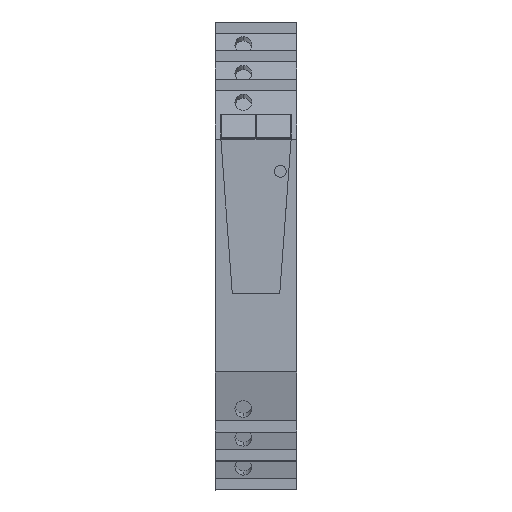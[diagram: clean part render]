
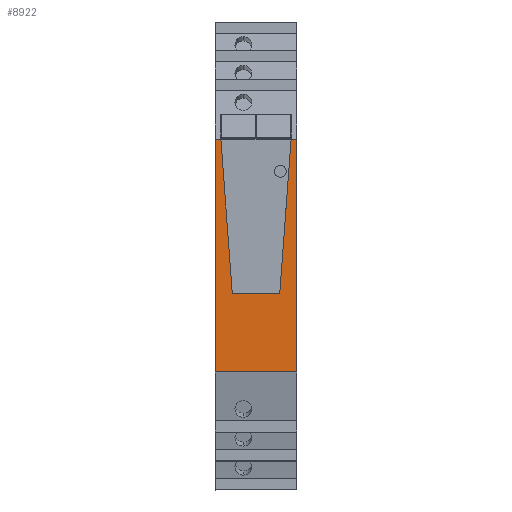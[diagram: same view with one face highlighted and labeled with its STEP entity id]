
A CAD part, top view. The second image highlights one B-rep face of the part: STEP entity #8922.
In plain terms, the highlighted planar face has unit normal (0, 0, 1).
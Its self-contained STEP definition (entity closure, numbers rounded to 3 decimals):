
#8895=AXIS2_PLACEMENT_3D('Plane Axis2P3D',#8892,#8893,#8894) ;
#309=CARTESIAN_POINT('Vertex',(17.5,74.871,89.1)) ;
#312=CARTESIAN_POINT('Line Origine',(17.5,50.,89.1)) ;
#316=CARTESIAN_POINT('Vertex',(17.5,25.129,89.1)) ;
#500=CARTESIAN_POINT('Vertex',(0.,25.129,89.1)) ;
#503=CARTESIAN_POINT('Line Origine',(0.,50.,89.1)) ;
#507=CARTESIAN_POINT('Vertex',(0.,74.871,89.1)) ;
#2059=CARTESIAN_POINT('Line Origine',(0.625,74.871,89.1)) ;
#2063=CARTESIAN_POINT('Vertex',(1.25,74.871,89.1)) ;
#2084=CARTESIAN_POINT('Vertex',(16.25,74.871,89.1)) ;
#2087=CARTESIAN_POINT('Line Origine',(16.875,74.871,89.1)) ;
#2132=CARTESIAN_POINT('Line Origine',(8.75,25.129,89.1)) ;
#5295=CARTESIAN_POINT('Line Origine',(16.25,74.85,89.1)) ;
#5299=CARTESIAN_POINT('Vertex',(16.25,74.83,89.1)) ;
#5728=CARTESIAN_POINT('Line Origine',(1.25,74.86,89.1)) ;
#5732=CARTESIAN_POINT('Vertex',(1.25,74.85,89.1)) ;
#5903=CARTESIAN_POINT('Vertex',(16.249,74.83,89.1)) ;
#5906=CARTESIAN_POINT('Line Origine',(16.249,74.83,89.1)) ;
#5931=CARTESIAN_POINT('Line Origine',(1.701,68.724,89.1)) ;
#5935=CARTESIAN_POINT('Vertex',(2.152,62.597,89.1)) ;
#5965=CARTESIAN_POINT('Line Origine',(2.155,62.548,89.1)) ;
#5969=CARTESIAN_POINT('Vertex',(2.159,62.5,89.1)) ;
#5972=CARTESIAN_POINT('Line Origine',(2.201,61.923,89.1)) ;
#5976=CARTESIAN_POINT('Vertex',(2.244,61.346,89.1)) ;
#5979=CARTESIAN_POINT('Line Origine',(2.247,61.297,89.1)) ;
#5983=CARTESIAN_POINT('Vertex',(2.251,61.249,89.1)) ;
#6008=CARTESIAN_POINT('Line Origine',(2.965,51.549,89.1)) ;
#6012=CARTESIAN_POINT('Vertex',(3.679,41.85,89.1)) ;
#6044=CARTESIAN_POINT('Vertex',(7.535,41.85,89.1)) ;
#6054=CARTESIAN_POINT('Line Origine',(5.607,41.85,89.1)) ;
#6067=CARTESIAN_POINT('Line Origine',(9.25,41.85,89.1)) ;
#6071=CARTESIAN_POINT('Vertex',(10.965,41.85,89.1)) ;
#6094=CARTESIAN_POINT('Line Origine',(12.322,41.85,89.1)) ;
#6098=CARTESIAN_POINT('Vertex',(13.679,41.85,89.1)) ;
#6121=CARTESIAN_POINT('Line Origine',(13.75,41.85,89.1)) ;
#6125=CARTESIAN_POINT('Vertex',(13.821,41.85,89.1)) ;
#8892=CARTESIAN_POINT('Axis2P3D Location',(1.25,100.,89.1)) ;
#8897=CARTESIAN_POINT('Line Origine',(15.035,58.34,89.1)) ;
#313=DIRECTION('Vector Direction',(0.,1.,0.)) ;
#504=DIRECTION('Vector Direction',(0.,-1.,0.)) ;
#2060=DIRECTION('Vector Direction',(1.,0.,0.)) ;
#2088=DIRECTION('Vector Direction',(-1.,0.,0.)) ;
#2133=DIRECTION('Vector Direction',(1.,0.,0.)) ;
#5296=DIRECTION('Vector Direction',(0.,1.,0.)) ;
#5729=DIRECTION('Vector Direction',(0.,-1.,0.)) ;
#5907=DIRECTION('Vector Direction',(-1.,0.,0.)) ;
#5932=DIRECTION('Vector Direction',(0.073,-0.997,0.)) ;
#5966=DIRECTION('Vector Direction',(-0.073,0.997,0.)) ;
#5973=DIRECTION('Vector Direction',(-0.073,0.997,0.)) ;
#5980=DIRECTION('Vector Direction',(-0.073,0.997,0.)) ;
#6009=DIRECTION('Vector Direction',(-0.073,0.997,0.)) ;
#6055=DIRECTION('Vector Direction',(-1.,0.,0.)) ;
#6068=DIRECTION('Vector Direction',(-1.,0.,0.)) ;
#6095=DIRECTION('Vector Direction',(-1.,0.,0.)) ;
#6122=DIRECTION('Vector Direction',(-1.,0.,0.)) ;
#8893=DIRECTION('Axis2P3D Direction',(0.,-0.,-1.)) ;
#8894=DIRECTION('Axis2P3D XDirection',(0.,-1.,0.)) ;
#8898=DIRECTION('Vector Direction',(0.073,0.997,0.)) ;
#314=VECTOR('Line Direction',#313,1.) ;
#505=VECTOR('Line Direction',#504,1.) ;
#2061=VECTOR('Line Direction',#2060,1.) ;
#2089=VECTOR('Line Direction',#2088,1.) ;
#2134=VECTOR('Line Direction',#2133,1.) ;
#5297=VECTOR('Line Direction',#5296,1.) ;
#5730=VECTOR('Line Direction',#5729,1.) ;
#5908=VECTOR('Line Direction',#5907,1.) ;
#5933=VECTOR('Line Direction',#5932,1.) ;
#5967=VECTOR('Line Direction',#5966,1.) ;
#5974=VECTOR('Line Direction',#5973,1.) ;
#5981=VECTOR('Line Direction',#5980,1.) ;
#6010=VECTOR('Line Direction',#6009,1.) ;
#6056=VECTOR('Line Direction',#6055,1.) ;
#6069=VECTOR('Line Direction',#6068,1.) ;
#6096=VECTOR('Line Direction',#6095,1.) ;
#6123=VECTOR('Line Direction',#6122,1.) ;
#8899=VECTOR('Line Direction',#8898,1.) ;
#8903=ORIENTED_EDGE('',*,*,#8901,.F.) ;
#8904=ORIENTED_EDGE('',*,*,#6127,.T.) ;
#8905=ORIENTED_EDGE('',*,*,#6100,.T.) ;
#8906=ORIENTED_EDGE('',*,*,#6073,.T.) ;
#8907=ORIENTED_EDGE('',*,*,#6058,.T.) ;
#8908=ORIENTED_EDGE('',*,*,#6014,.T.) ;
#8909=ORIENTED_EDGE('',*,*,#5985,.T.) ;
#8910=ORIENTED_EDGE('',*,*,#5978,.T.) ;
#8911=ORIENTED_EDGE('',*,*,#5971,.T.) ;
#8912=ORIENTED_EDGE('',*,*,#5937,.F.) ;
#8913=ORIENTED_EDGE('',*,*,#5734,.F.) ;
#8914=ORIENTED_EDGE('',*,*,#2065,.F.) ;
#8915=ORIENTED_EDGE('',*,*,#509,.F.) ;
#8916=ORIENTED_EDGE('',*,*,#2136,.T.) ;
#8917=ORIENTED_EDGE('',*,*,#318,.F.) ;
#8918=ORIENTED_EDGE('',*,*,#2091,.F.) ;
#8919=ORIENTED_EDGE('',*,*,#5301,.F.) ;
#8920=ORIENTED_EDGE('',*,*,#5910,.T.) ;
#8922=ADVANCED_FACE('GEHAEUSE',(#8921),#8896,.F.) ;
#318=EDGE_CURVE('',#310,#317,#315,.F.) ;
#509=EDGE_CURVE('',#501,#508,#506,.F.) ;
#2065=EDGE_CURVE('',#508,#2064,#2062,.T.) ;
#2091=EDGE_CURVE('',#2085,#310,#2090,.F.) ;
#2136=EDGE_CURVE('',#501,#317,#2135,.T.) ;
#5301=EDGE_CURVE('',#5300,#2085,#5298,.T.) ;
#5734=EDGE_CURVE('',#2064,#5733,#5731,.T.) ;
#5910=EDGE_CURVE('',#5300,#5904,#5909,.T.) ;
#5937=EDGE_CURVE('',#5733,#5936,#5934,.T.) ;
#5971=EDGE_CURVE('',#5970,#5936,#5968,.T.) ;
#5978=EDGE_CURVE('',#5977,#5970,#5975,.T.) ;
#5985=EDGE_CURVE('',#5984,#5977,#5982,.T.) ;
#6014=EDGE_CURVE('',#6013,#5984,#6011,.T.) ;
#6058=EDGE_CURVE('',#6045,#6013,#6057,.T.) ;
#6073=EDGE_CURVE('',#6072,#6045,#6070,.T.) ;
#6100=EDGE_CURVE('',#6099,#6072,#6097,.T.) ;
#6127=EDGE_CURVE('',#6126,#6099,#6124,.T.) ;
#8901=EDGE_CURVE('',#6126,#5904,#8900,.T.) ;
#8902=EDGE_LOOP('',(#8903,#8904,#8905,#8906,#8907,#8908,#8909,#8910,#8911,#8912,#8913,#8914,#8915,#8916,#8917,#8918,#8919,#8920)) ;
#8921=FACE_OUTER_BOUND('',#8902,.T.) ;
#315=LINE('Line',#312,#314) ;
#506=LINE('Line',#503,#505) ;
#2062=LINE('Line',#2059,#2061) ;
#2090=LINE('Line',#2087,#2089) ;
#2135=LINE('Line',#2132,#2134) ;
#5298=LINE('Line',#5295,#5297) ;
#5731=LINE('Line',#5728,#5730) ;
#5909=LINE('Line',#5906,#5908) ;
#5934=LINE('Line',#5931,#5933) ;
#5968=LINE('Line',#5965,#5967) ;
#5975=LINE('Line',#5972,#5974) ;
#5982=LINE('Line',#5979,#5981) ;
#6011=LINE('Line',#6008,#6010) ;
#6057=LINE('Line',#6054,#6056) ;
#6070=LINE('Line',#6067,#6069) ;
#6097=LINE('Line',#6094,#6096) ;
#6124=LINE('Line',#6121,#6123) ;
#8900=LINE('Line',#8897,#8899) ;
#8896=PLANE('',#8895) ;
#310=VERTEX_POINT('',#309) ;
#317=VERTEX_POINT('',#316) ;
#501=VERTEX_POINT('',#500) ;
#508=VERTEX_POINT('',#507) ;
#2064=VERTEX_POINT('',#2063) ;
#2085=VERTEX_POINT('',#2084) ;
#5300=VERTEX_POINT('',#5299) ;
#5733=VERTEX_POINT('',#5732) ;
#5904=VERTEX_POINT('',#5903) ;
#5936=VERTEX_POINT('',#5935) ;
#5970=VERTEX_POINT('',#5969) ;
#5977=VERTEX_POINT('',#5976) ;
#5984=VERTEX_POINT('',#5983) ;
#6013=VERTEX_POINT('',#6012) ;
#6045=VERTEX_POINT('',#6044) ;
#6072=VERTEX_POINT('',#6071) ;
#6099=VERTEX_POINT('',#6098) ;
#6126=VERTEX_POINT('',#6125) ;
